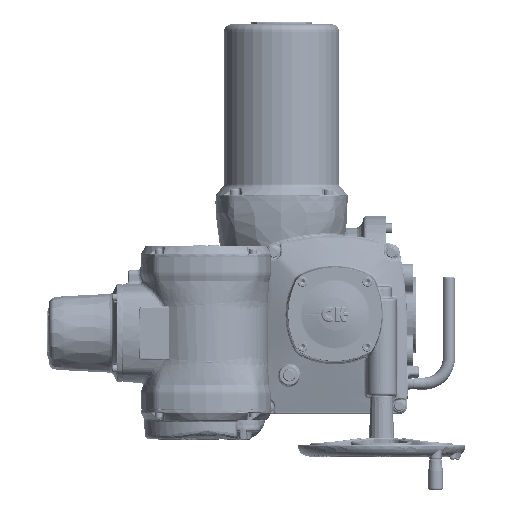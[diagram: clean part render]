
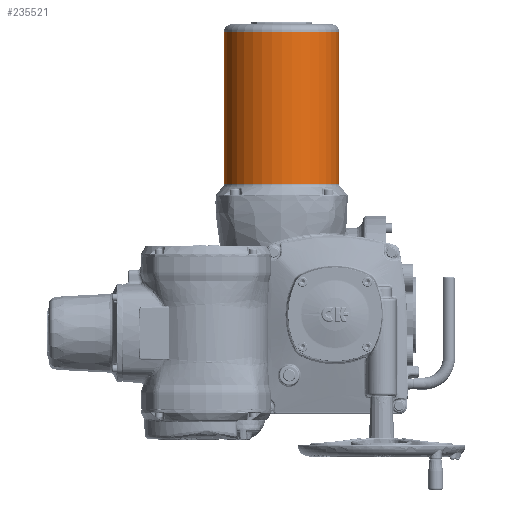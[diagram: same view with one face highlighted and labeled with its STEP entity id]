
A CAD part, top view. The second image highlights one B-rep face of the part: STEP entity #235521.
In plain terms, the highlighted cylindrical face has radius 75.5 mm (diameter 151 mm), a full revolution.
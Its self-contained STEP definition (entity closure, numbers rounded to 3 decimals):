
#4797=CYLINDRICAL_SURFACE('',#246703,75.5);
#11960=B_SPLINE_CURVE_WITH_KNOTS('',3,(#365008,#365009,#365010,#365011,
#365012,#365013,#365014,#365015,#365016,#365017,#365018,#365019,#365020,
#365021,#365022,#365023,#365024,#365025,#365026,#365027,#365028,#365029,
#365030,#365031,#365032,#365033,#365034,#365035,#365036,#365037,#365038,
#365039,#365040,#365041,#365042),.UNSPECIFIED.,.T.,.F.,(1,1,1,1,1,1,1,1,
1,1,1,1,1,1,1,1,1,1,1,1,1,1,1,1,1,1,1,1,1,1,1,1,1,1,1,1,1,1,1),(-0.095,
-0.064,-0.033,0.,0.03,0.061,0.092,
0.123,0.155,0.186,0.217,0.248,
0.28,0.311,0.342,0.373,
0.405,0.436,0.467,0.498,
0.53,0.561,0.592,0.623,
0.655,0.686,0.717,0.748,
0.78,0.811,0.842,0.873,
0.905,0.936,0.967,1.,1.03,1.061,
1.092),.UNSPECIFIED.);
#51840=ORIENTED_EDGE('',*,*,#94105,.T.);
#51841=ORIENTED_EDGE('',*,*,#94104,.T.);
#51842=ORIENTED_EDGE('',*,*,#94106,.T.);
#94104=EDGE_CURVE('',#116103,#116103,#11960,.T.);
#94105=EDGE_CURVE('',#116104,#116104,#128476,.T.);
#94106=EDGE_CURVE('',#116105,#116105,#128477,.T.);
#116103=VERTEX_POINT('',#365043);
#116104=VERTEX_POINT('',#365046);
#116105=VERTEX_POINT('',#365048);
#128476=CIRCLE('',#246704,75.5);
#128477=CIRCLE('',#246705,75.5);
#134490=EDGE_LOOP('',(#51840));
#134491=EDGE_LOOP('',(#51841));
#134492=EDGE_LOOP('',(#51842));
#146219=FACE_BOUND('',#134490,.T.);
#146220=FACE_BOUND('',#134491,.T.);
#146221=FACE_BOUND('',#134492,.T.);
#235521=ADVANCED_FACE('',(#146219,#146220,#146221),#4797,.T.);
#246703=AXIS2_PLACEMENT_3D('',#365044,#265554,#265555);
#246704=AXIS2_PLACEMENT_3D('',#365045,#265556,#265557);
#246705=AXIS2_PLACEMENT_3D('',#365047,#265558,#265559);
#265554=DIRECTION('',(0.,1.,0.));
#265555=DIRECTION('',(-1.,0.,0.));
#265556=DIRECTION('',(0.,-1.,0.));
#265557=DIRECTION('',(1.,0.,0.));
#265558=DIRECTION('',(0.,1.,0.));
#265559=DIRECTION('',(-1.,0.,0.));
#365008=CARTESIAN_POINT('',(-53.994,256.519,3.214));
#365009=CARTESIAN_POINT('',(-53.305,259.873,3.369));
#365010=CARTESIAN_POINT('',(-53.238,263.299,3.384));
#365011=CARTESIAN_POINT('',(-53.752,266.593,3.268));
#365012=CARTESIAN_POINT('',(-54.88,269.8,3.025));
#365013=CARTESIAN_POINT('',(-56.574,272.753,2.695));
#365014=CARTESIAN_POINT('',(-58.774,275.301,2.325));
#365015=CARTESIAN_POINT('',(-61.47,277.397,1.965));
#365016=CARTESIAN_POINT('',(-64.496,278.884,1.678));
#365017=CARTESIAN_POINT('',(-67.816,279.719,1.506));
#365018=CARTESIAN_POINT('',(-71.215,279.821,1.484));
#365019=CARTESIAN_POINT('',(-74.563,279.2,1.614));
#365020=CARTESIAN_POINT('',(-77.714,277.876,1.875));
#365021=CARTESIAN_POINT('',(-80.492,275.961,2.217));
#365022=CARTESIAN_POINT('',(-82.854,273.515,2.592));
#365023=CARTESIAN_POINT('',(-84.698,270.675,2.939));
#365024=CARTESIAN_POINT('',(-85.985,267.524,3.209));
#365025=CARTESIAN_POINT('',(-86.688,264.18,3.367));
#365026=CARTESIAN_POINT('',(-86.773,260.776,3.387));
#365027=CARTESIAN_POINT('',(-86.249,257.412,3.268));
#365028=CARTESIAN_POINT('',(-85.126,254.207,3.026));
#365029=CARTESIAN_POINT('',(-83.438,251.263,2.697));
#365030=CARTESIAN_POINT('',(-81.224,248.701,2.325));
#365031=CARTESIAN_POINT('',(-78.551,246.615,1.967));
#365032=CARTESIAN_POINT('',(-75.498,245.113,1.678));
#365033=CARTESIAN_POINT('',(-72.189,244.283,1.507));
#365034=CARTESIAN_POINT('',(-68.797,244.175,1.484));
#365035=CARTESIAN_POINT('',(-65.424,244.805,1.615));
#365036=CARTESIAN_POINT('',(-62.308,246.112,1.873));
#365037=CARTESIAN_POINT('',(-59.502,248.044,2.218));
#365038=CARTESIAN_POINT('',(-57.152,250.478,2.591));
#365039=CARTESIAN_POINT('',(-55.306,253.318,2.938));
#365040=CARTESIAN_POINT('',(-53.994,256.519,3.214));
#365041=CARTESIAN_POINT('',(-53.305,259.873,3.369));
#365042=CARTESIAN_POINT('',(-53.238,263.299,3.384));
#365043=CARTESIAN_POINT('',(-53.396,260.002,3.348));
#365044=CARTESIAN_POINT('',(-70.,102.5,77.));
#365045=CARTESIAN_POINT('',(-70.,370.,77.));
#365046=CARTESIAN_POINT('',(5.5,370.,77.));
#365047=CARTESIAN_POINT('',(-70.,170.646,77.));
#365048=CARTESIAN_POINT('',(-145.5,170.646,77.));
